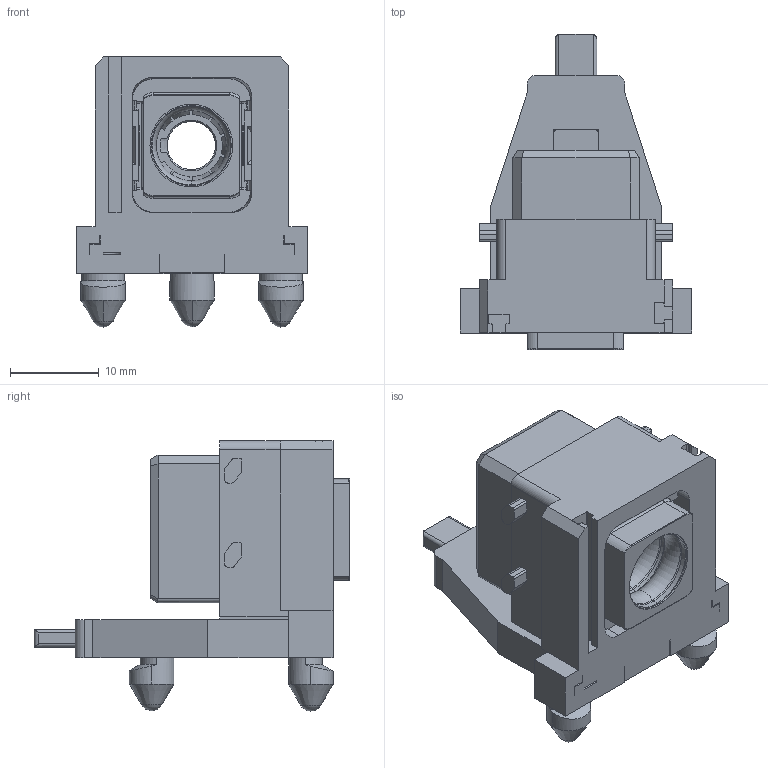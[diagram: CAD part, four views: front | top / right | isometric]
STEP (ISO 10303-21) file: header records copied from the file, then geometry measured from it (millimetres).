
FILE_DESCRIPTION((''),'2;1');
FILE_NAME('35599131000PSU','2020-02-20T',('presta_be4'),(''),'CREO PARAMETRIC BY PTC INC, 2018360','CREO PARAMETRIC BY PTC INC, 2018360','');
FILE_SCHEMA(('CONFIG_CONTROL_DESIGN'));
Length unit declared in the file: millimetre
Products named in the file (1): 35599131000PSU
Bounding box: 26 x 35.48 x 30.4 mm (x, y, z)
Volume: 7098 mm3; surface area: 7097.5 mm2
Topology: 1 solids, 1 shells, 630 faces, 1700 edges, 1079 vertices
Faces by surface type: plane 339, cylinder 166, cone 56, torus 52, sphere 10, bspline 7
Entity records: 28377 total; most frequent: CARTESIAN_POINT 12527, ORIENTED_EDGE 3388, DIRECTION 3207, EDGE_CURVE 1694, VECTOR 1081, LINE 1081, VERTEX_POINT 1079, AXIS2_PLACEMENT_3D 1063
